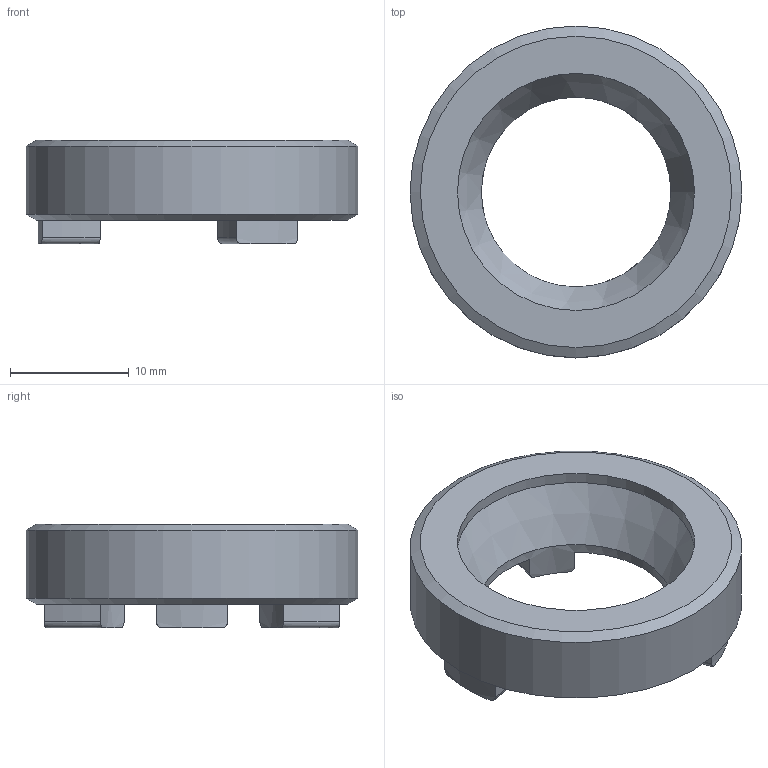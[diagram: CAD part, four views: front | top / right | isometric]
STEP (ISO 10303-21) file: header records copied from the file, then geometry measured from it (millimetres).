
FILE_DESCRIPTION(/* description */ (''),/* implementation_level */ '2;1');
FILE_NAME(/* name */ '332060000.stp',/* time_stamp */ '2022-09-23T10:10:12',/* author */ ('Ratnasingam Jekanthan'),/* organization */ ('REGO-FIX'),/* preprocessor_version */ ' Unknown',/* originating_system */ 'SIEMENS PLM Software Solid Edge ST10',/* authorization */ 'Unknown');
FILE_SCHEMA (('AUTOMOTIVE_DESIGN { 1 0 10303 214 2 1 1}'));
Length unit declared in the file: millimetre
Products named in the file (1): NOCUT
Bounding box: 28 x 28 x 8.75 mm (x, y, z)
Volume: 2404.3 mm3; surface area: 1839.5 mm2
Topology: 1 solids, 1 shells, 28 faces, 73 edges, 48 vertices
Faces by surface type: cylinder 12, torus 7, plane 6, cone 3
Full cylindrical faces by diameter (mm): 16 x1, 20 x1, 28 x1
Entity records: 1068 total; most frequent: CARTESIAN_POINT 176, DIRECTION 154, ORIENTED_EDGE 126, AXIS2_PLACEMENT_3D 71, EDGE_CURVE 63, VERTEX_POINT 45, CIRCLE 39, EDGE_LOOP 38
